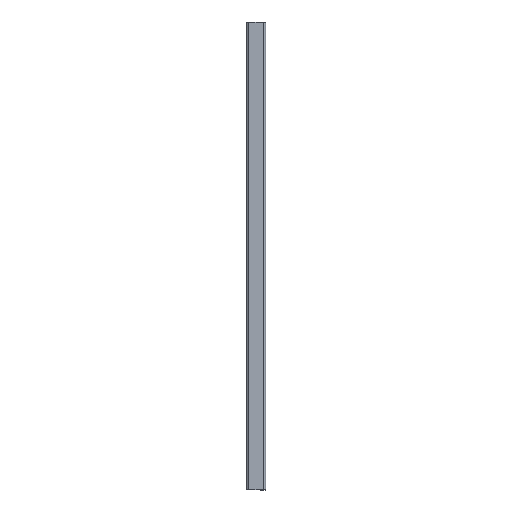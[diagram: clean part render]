
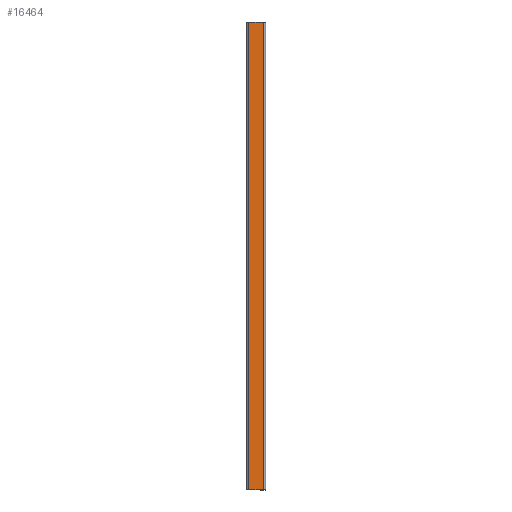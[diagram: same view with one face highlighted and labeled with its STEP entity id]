
A CAD part, left-side view. The second image highlights one B-rep face of the part: STEP entity #16464.
In plain terms, the highlighted planar face has unit normal (-1, 0, 0).
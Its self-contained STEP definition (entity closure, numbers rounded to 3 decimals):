
#148 = EDGE_CURVE ( 'NONE', #19644, #25517, #20063, .T. ) ;
#1865 = CARTESIAN_POINT ( 'NONE',  ( -20.5, 3., 0. ) ) ;
#2765 = DIRECTION ( 'NONE',  ( 0., 1., 0. ) ) ;
#5819 = DIRECTION ( 'NONE',  ( 0., 1., 0. ) ) ;
#7364 = EDGE_CURVE ( 'NONE', #17942, #19644, #14296, .T. ) ;
#8333 = CARTESIAN_POINT ( 'NONE',  ( -20.5, 0., 0. ) ) ;
#8390 = EDGE_CURVE ( 'NONE', #25020, #25517, #17326, .T. ) ;
#8419 = CARTESIAN_POINT ( 'NONE',  ( -20.5, 18., -500. ) ) ;
#9550 = CARTESIAN_POINT ( 'NONE',  ( -20.5, 3., -500. ) ) ;
#9629 = ORIENTED_EDGE ( 'NONE', *, *, #14867, .F. ) ;
#11148 = VECTOR ( 'NONE', #2765, 1000. ) ;
#12205 = DIRECTION ( 'NONE',  ( 0., 0., 1. ) ) ;
#13727 = ORIENTED_EDGE ( 'NONE', *, *, #7364, .T. ) ;
#13814 = FACE_OUTER_BOUND ( 'NONE', #16571, .T. ) ;
#14204 = VECTOR ( 'NONE', #5819, 1000. ) ;
#14296 = LINE ( 'NONE', #27303, #24638 ) ;
#14313 = ORIENTED_EDGE ( 'NONE', *, *, #148, .T. ) ;
#14623 = DIRECTION ( 'NONE',  ( 0., 0., 1. ) ) ;
#14867 = EDGE_CURVE ( 'NONE', #17942, #25020, #22850, .T. ) ;
#16312 = PLANE ( 'NONE',  #27004 ) ;
#16464 = ADVANCED_FACE ( 'NONE', ( #13814 ), #16312, .F. ) ;
#16571 = EDGE_LOOP ( 'NONE', ( #14313, #21177, #9629, #13727 ) ) ;
#17326 = LINE ( 'NONE', #27785, #18035 ) ;
#17942 = VERTEX_POINT ( 'NONE', #9550 ) ;
#18035 = VECTOR ( 'NONE', #14623, 1000. ) ;
#19644 = VERTEX_POINT ( 'NONE', #1865 ) ;
#20063 = LINE ( 'NONE', #8333, #14204 ) ;
#20744 = DIRECTION ( 'NONE',  ( 1., 0., 0. ) ) ;
#21177 = ORIENTED_EDGE ( 'NONE', *, *, #8390, .F. ) ;
#22709 = CARTESIAN_POINT ( 'NONE',  ( -20.5, 18., 0. ) ) ;
#22850 = LINE ( 'NONE', #25194, #11148 ) ;
#24638 = VECTOR ( 'NONE', #12205, 1000. ) ;
#24983 = CARTESIAN_POINT ( 'NONE',  ( -20.5, 0., -250. ) ) ;
#25020 = VERTEX_POINT ( 'NONE', #8419 ) ;
#25194 = CARTESIAN_POINT ( 'NONE',  ( -20.5, 0., -500. ) ) ;
#25517 = VERTEX_POINT ( 'NONE', #22709 ) ;
#27004 = AXIS2_PLACEMENT_3D ( 'NONE', #24983, #20744, #27544 ) ;
#27303 = CARTESIAN_POINT ( 'NONE',  ( -20.5, 3., -250. ) ) ;
#27544 = DIRECTION ( 'NONE',  ( 0., 0., -1. ) ) ;
#27785 = CARTESIAN_POINT ( 'NONE',  ( -20.5, 18., -250. ) ) ;
